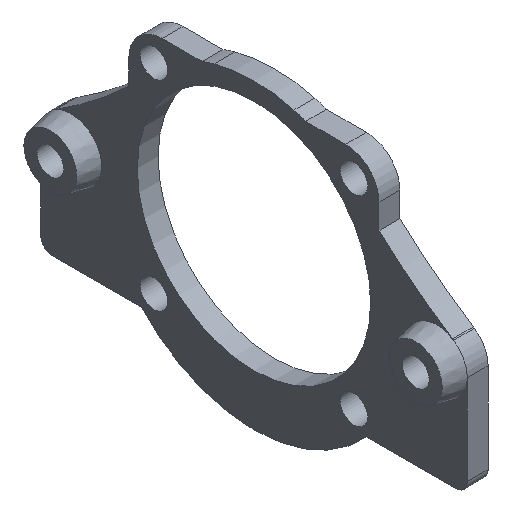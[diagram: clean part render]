
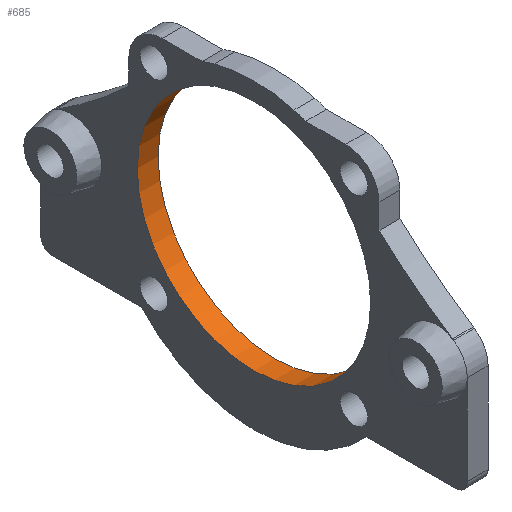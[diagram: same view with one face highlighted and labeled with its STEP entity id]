
A CAD part, isometric view. The second image highlights one B-rep face of the part: STEP entity #685.
In plain terms, the highlighted cylindrical face has radius 14 mm (diameter 28 mm), a full revolution.
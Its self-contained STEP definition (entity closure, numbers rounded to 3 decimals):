
#52=FACE_OUTER_BOUND('',#89,.T.);
#89=EDGE_LOOP('',(#469,#470,#471,#472));
#140=LINE('',#1064,#195);
#195=VECTOR('',#841,14.);
#252=CIRCLE('',#742,14.);
#253=CIRCLE('',#743,14.);
#298=VERTEX_POINT('',#1061);
#299=VERTEX_POINT('',#1063);
#366=EDGE_CURVE('',#298,#298,#252,.T.);
#367=EDGE_CURVE('',#298,#299,#140,.T.);
#368=EDGE_CURVE('',#299,#299,#253,.T.);
#469=ORIENTED_EDGE('',*,*,#366,.F.);
#470=ORIENTED_EDGE('',*,*,#367,.T.);
#471=ORIENTED_EDGE('',*,*,#368,.F.);
#472=ORIENTED_EDGE('',*,*,#367,.F.);
#665=CYLINDRICAL_SURFACE('',#741,14.);
#685=ADVANCED_FACE('',(#52),#665,.F.);
#741=AXIS2_PLACEMENT_3D('',#1060,#837,#838);
#742=AXIS2_PLACEMENT_3D('',#1062,#839,#840);
#743=AXIS2_PLACEMENT_3D('',#1065,#842,#843);
#837=DIRECTION('center_axis',(-1.,0.,0.));
#838=DIRECTION('ref_axis',(0.,1.,0.));
#839=DIRECTION('center_axis',(-1.,0.,0.));
#840=DIRECTION('ref_axis',(0.,1.,0.));
#841=DIRECTION('',(-1.,0.,0.));
#842=DIRECTION('center_axis',(1.,0.,0.));
#843=DIRECTION('ref_axis',(0.,1.,0.));
#1060=CARTESIAN_POINT('Origin',(1.,-1.976,-78.054));
#1061=CARTESIAN_POINT('',(1.,-15.976,-78.054));
#1062=CARTESIAN_POINT('Origin',(1.,-1.976,-78.054));
#1063=CARTESIAN_POINT('',(-1.5,-15.976,-78.054));
#1064=CARTESIAN_POINT('',(1.,-15.976,-78.054));
#1065=CARTESIAN_POINT('Origin',(-1.5,-1.976,-78.054));
